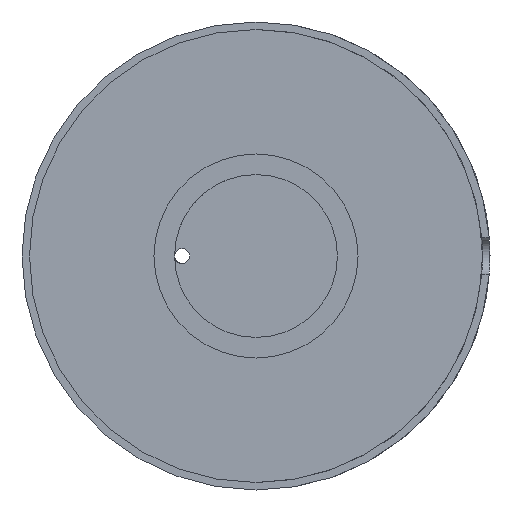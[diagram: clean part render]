
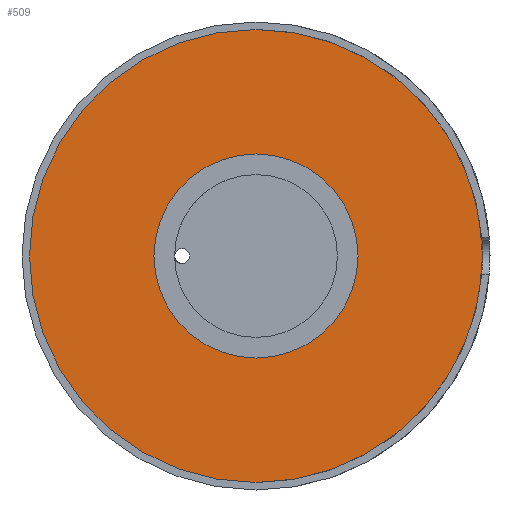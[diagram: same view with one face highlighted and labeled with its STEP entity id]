
A CAD part, front view. The second image highlights one B-rep face of the part: STEP entity #509.
In plain terms, the highlighted planar face has unit normal (0, -1, 0).
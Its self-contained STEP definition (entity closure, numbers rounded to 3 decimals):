
#9 = CARTESIAN_POINT ( 'NONE',  ( 0., 0., 0. ) ) ;
#15 = CIRCLE ( 'NONE', #748, 121. ) ;
#63 = DIRECTION ( 'NONE',  ( 0., -1., 0. ) ) ;
#74 = CARTESIAN_POINT ( 'NONE',  ( 0., 0., -121. ) ) ;
#166 = EDGE_CURVE ( 'NONE', #656, #503, #566, .T. ) ;
#173 = AXIS2_PLACEMENT_3D ( 'NONE', #348, #63, #750 ) ;
#183 = VERTEX_POINT ( 'NONE', #645 ) ;
#204 = DIRECTION ( 'NONE',  ( 0., 1., 0. ) ) ;
#262 = DIRECTION ( 'NONE',  ( 0., -1., 0. ) ) ;
#272 = CARTESIAN_POINT ( 'NONE',  ( 0., 0., 0. ) ) ;
#334 = DIRECTION ( 'NONE',  ( 0., -1., 0. ) ) ;
#348 = CARTESIAN_POINT ( 'NONE',  ( 0., 0., 0. ) ) ;
#377 = ORIENTED_EDGE ( 'NONE', *, *, #496, .F. ) ;
#404 = CARTESIAN_POINT ( 'NONE',  ( 0., 0., 121. ) ) ;
#412 = CARTESIAN_POINT ( 'NONE',  ( 0., 0., 54.5 ) ) ;
#422 = AXIS2_PLACEMENT_3D ( 'NONE', #272, #204, #665 ) ;
#444 = EDGE_LOOP ( 'NONE', ( #861, #522 ) ) ;
#480 = CIRCLE ( 'NONE', #638, 54.5 ) ;
#489 = DIRECTION ( 'NONE',  ( 0., -1., 0. ) ) ;
#496 = EDGE_CURVE ( 'NONE', #183, #662, #480, .T. ) ;
#503 = VERTEX_POINT ( 'NONE', #404 ) ;
#509 = ADVANCED_FACE ( 'NONE', ( #611, #889 ), #871, .F. ) ;
#519 = DIRECTION ( 'NONE',  ( 0., 0., 1. ) ) ;
#522 = ORIENTED_EDGE ( 'NONE', *, *, #166, .T. ) ;
#566 = CIRCLE ( 'NONE', #173, 121. ) ;
#576 = EDGE_CURVE ( 'NONE', #662, #183, #844, .T. ) ;
#611 = FACE_BOUND ( 'NONE', #867, .T. ) ;
#612 = AXIS2_PLACEMENT_3D ( 'NONE', #616, #262, #894 ) ;
#616 = CARTESIAN_POINT ( 'NONE',  ( 0., 0., 0. ) ) ;
#633 = ORIENTED_EDGE ( 'NONE', *, *, #576, .F. ) ;
#638 = AXIS2_PLACEMENT_3D ( 'NONE', #678, #334, #519 ) ;
#645 = CARTESIAN_POINT ( 'NONE',  ( 0., 0., -54.5 ) ) ;
#656 = VERTEX_POINT ( 'NONE', #74 ) ;
#662 = VERTEX_POINT ( 'NONE', #412 ) ;
#665 = DIRECTION ( 'NONE',  ( 0., 0., 1. ) ) ;
#678 = CARTESIAN_POINT ( 'NONE',  ( 0., 0., 0. ) ) ;
#707 = DIRECTION ( 'NONE',  ( 0., 0., -1. ) ) ;
#748 = AXIS2_PLACEMENT_3D ( 'NONE', #9, #489, #707 ) ;
#750 = DIRECTION ( 'NONE',  ( 0., 0., -1. ) ) ;
#844 = CIRCLE ( 'NONE', #612, 54.5 ) ;
#861 = ORIENTED_EDGE ( 'NONE', *, *, #864, .T. ) ;
#864 = EDGE_CURVE ( 'NONE', #503, #656, #15, .T. ) ;
#867 = EDGE_LOOP ( 'NONE', ( #633, #377 ) ) ;
#871 = PLANE ( 'NONE',  #422 ) ;
#889 = FACE_OUTER_BOUND ( 'NONE', #444, .T. ) ;
#894 = DIRECTION ( 'NONE',  ( 0., 0., 1. ) ) ;
